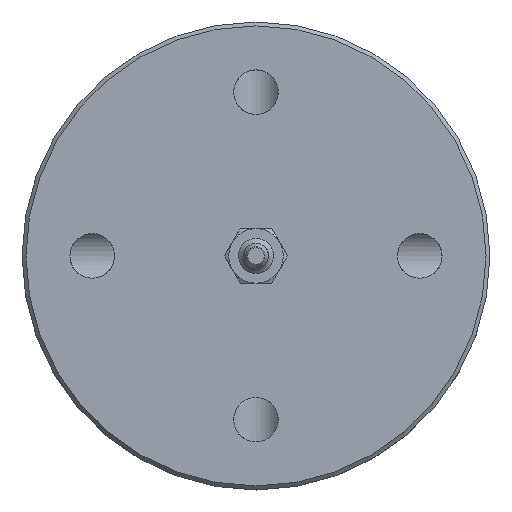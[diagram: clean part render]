
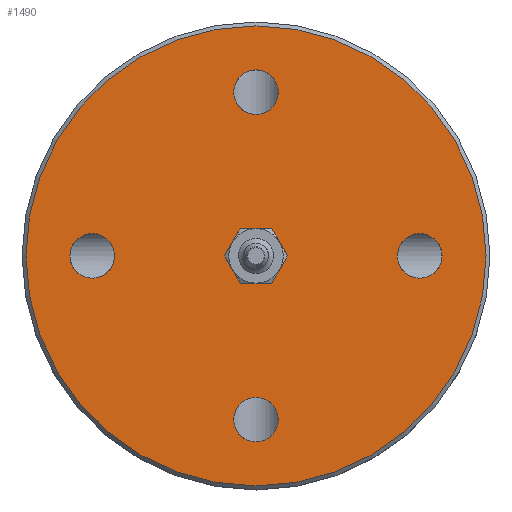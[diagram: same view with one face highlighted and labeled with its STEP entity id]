
A CAD part, top view. The second image highlights one B-rep face of the part: STEP entity #1490.
In plain terms, the highlighted planar face has unit normal (0, 0, 1).
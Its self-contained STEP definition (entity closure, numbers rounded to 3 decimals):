
#233=FACE_BOUND('',#345,.T.);
#234=FACE_BOUND('',#346,.T.);
#235=FACE_BOUND('',#347,.T.);
#236=FACE_BOUND('',#348,.T.);
#237=FACE_BOUND('',#349,.T.);
#256=FACE_OUTER_BOUND('',#344,.T.);
#344=EDGE_LOOP('',(#932));
#345=EDGE_LOOP('',(#933,#934,#935,#936,#937,#938));
#346=EDGE_LOOP('',(#939,#940));
#347=EDGE_LOOP('',(#941,#942));
#348=EDGE_LOOP('',(#943,#944));
#349=EDGE_LOOP('',(#945,#946));
#455=CIRCLE('',#1605,59.);
#456=CIRCLE('',#1606,7.);
#457=CIRCLE('',#1607,7.);
#458=CIRCLE('',#1608,7.);
#459=CIRCLE('',#1609,7.);
#460=CIRCLE('',#1610,7.);
#461=CIRCLE('',#1611,7.);
#462=CIRCLE('',#1612,5.723);
#463=CIRCLE('',#1613,5.723);
#464=CIRCLE('',#1614,5.723);
#465=CIRCLE('',#1615,5.723);
#466=CIRCLE('',#1616,5.723);
#467=CIRCLE('',#1617,5.723);
#468=CIRCLE('',#1618,5.723);
#469=CIRCLE('',#1619,5.723);
#561=VERTEX_POINT('',#2257);
#562=VERTEX_POINT('',#2259);
#563=VERTEX_POINT('',#2260);
#564=VERTEX_POINT('',#2262);
#565=VERTEX_POINT('',#2264);
#566=VERTEX_POINT('',#2266);
#567=VERTEX_POINT('',#2268);
#568=VERTEX_POINT('',#2271);
#569=VERTEX_POINT('',#2272);
#570=VERTEX_POINT('',#2275);
#571=VERTEX_POINT('',#2276);
#572=VERTEX_POINT('',#2279);
#573=VERTEX_POINT('',#2280);
#574=VERTEX_POINT('',#2283);
#575=VERTEX_POINT('',#2284);
#710=EDGE_CURVE('',#561,#561,#455,.T.);
#711=EDGE_CURVE('',#562,#563,#456,.T.);
#712=EDGE_CURVE('',#563,#564,#457,.T.);
#713=EDGE_CURVE('',#564,#565,#458,.T.);
#714=EDGE_CURVE('',#565,#566,#459,.T.);
#715=EDGE_CURVE('',#566,#567,#460,.T.);
#716=EDGE_CURVE('',#567,#562,#461,.T.);
#717=EDGE_CURVE('',#568,#569,#462,.T.);
#718=EDGE_CURVE('',#569,#568,#463,.T.);
#719=EDGE_CURVE('',#570,#571,#464,.T.);
#720=EDGE_CURVE('',#571,#570,#465,.T.);
#721=EDGE_CURVE('',#572,#573,#466,.T.);
#722=EDGE_CURVE('',#573,#572,#467,.T.);
#723=EDGE_CURVE('',#574,#575,#468,.T.);
#724=EDGE_CURVE('',#575,#574,#469,.T.);
#932=ORIENTED_EDGE('',*,*,#710,.F.);
#933=ORIENTED_EDGE('',*,*,#711,.T.);
#934=ORIENTED_EDGE('',*,*,#712,.T.);
#935=ORIENTED_EDGE('',*,*,#713,.T.);
#936=ORIENTED_EDGE('',*,*,#714,.T.);
#937=ORIENTED_EDGE('',*,*,#715,.T.);
#938=ORIENTED_EDGE('',*,*,#716,.T.);
#939=ORIENTED_EDGE('',*,*,#717,.T.);
#940=ORIENTED_EDGE('',*,*,#718,.T.);
#941=ORIENTED_EDGE('',*,*,#719,.T.);
#942=ORIENTED_EDGE('',*,*,#720,.T.);
#943=ORIENTED_EDGE('',*,*,#721,.T.);
#944=ORIENTED_EDGE('',*,*,#722,.T.);
#945=ORIENTED_EDGE('',*,*,#723,.T.);
#946=ORIENTED_EDGE('',*,*,#724,.T.);
#1374=PLANE('',#1604);
#1490=ADVANCED_FACE('',(#256,#233,#234,#235,#236,#237),#1374,.T.);
#1604=AXIS2_PLACEMENT_3D('',#2256,#1813,#1814);
#1605=AXIS2_PLACEMENT_3D('',#2258,#1815,#1816);
#1606=AXIS2_PLACEMENT_3D('',#2261,#1817,#1818);
#1607=AXIS2_PLACEMENT_3D('',#2263,#1819,#1820);
#1608=AXIS2_PLACEMENT_3D('',#2265,#1821,#1822);
#1609=AXIS2_PLACEMENT_3D('',#2267,#1823,#1824);
#1610=AXIS2_PLACEMENT_3D('',#2269,#1825,#1826);
#1611=AXIS2_PLACEMENT_3D('',#2270,#1827,#1828);
#1612=AXIS2_PLACEMENT_3D('',#2273,#1829,#1830);
#1613=AXIS2_PLACEMENT_3D('',#2274,#1831,#1832);
#1614=AXIS2_PLACEMENT_3D('',#2277,#1833,#1834);
#1615=AXIS2_PLACEMENT_3D('',#2278,#1835,#1836);
#1616=AXIS2_PLACEMENT_3D('',#2281,#1837,#1838);
#1617=AXIS2_PLACEMENT_3D('',#2282,#1839,#1840);
#1618=AXIS2_PLACEMENT_3D('',#2285,#1841,#1842);
#1619=AXIS2_PLACEMENT_3D('',#2286,#1843,#1844);
#1813=DIRECTION('center_axis',(0.,0.,1.));
#1814=DIRECTION('ref_axis',(1.,0.,0.));
#1815=DIRECTION('center_axis',(0.,0.,-1.));
#1816=DIRECTION('ref_axis',(-1.,0.,0.));
#1817=DIRECTION('center_axis',(0.,0.,
-1.));
#1818=DIRECTION('ref_axis',(1.,0.,0.));
#1819=DIRECTION('center_axis',(0.,0.,
-1.));
#1820=DIRECTION('ref_axis',(1.,0.,0.));
#1821=DIRECTION('center_axis',(0.,0.,
-1.));
#1822=DIRECTION('ref_axis',(1.,0.,0.));
#1823=DIRECTION('center_axis',(0.,0.,
-1.));
#1824=DIRECTION('ref_axis',(1.,0.,0.));
#1825=DIRECTION('center_axis',(0.,0.,
-1.));
#1826=DIRECTION('ref_axis',(1.,0.,0.));
#1827=DIRECTION('center_axis',(0.,0.,
-1.));
#1828=DIRECTION('ref_axis',(1.,0.,0.));
#1829=DIRECTION('center_axis',(0.,0.,-1.));
#1830=DIRECTION('ref_axis',(1.,0.,0.));
#1831=DIRECTION('center_axis',(0.,0.,-1.));
#1832=DIRECTION('ref_axis',(1.,0.,0.));
#1833=DIRECTION('center_axis',(0.,0.,-1.));
#1834=DIRECTION('ref_axis',(1.,0.,0.));
#1835=DIRECTION('center_axis',(0.,0.,-1.));
#1836=DIRECTION('ref_axis',(1.,0.,0.));
#1837=DIRECTION('center_axis',(0.,0.,-1.));
#1838=DIRECTION('ref_axis',(1.,0.,0.));
#1839=DIRECTION('center_axis',(0.,0.,-1.));
#1840=DIRECTION('ref_axis',(1.,0.,0.));
#1841=DIRECTION('center_axis',(0.,0.,-1.));
#1842=DIRECTION('ref_axis',(1.,0.,0.));
#1843=DIRECTION('center_axis',(0.,0.,-1.));
#1844=DIRECTION('ref_axis',(1.,0.,0.));
#2256=CARTESIAN_POINT('Origin',(30.,0.,32.));
#2257=CARTESIAN_POINT('',(59.,0.,32.));
#2258=CARTESIAN_POINT('Origin',(0.,0.,32.));
#2259=CARTESIAN_POINT('',(0.,7.,32.));
#2260=CARTESIAN_POINT('',(6.062,3.5,32.));
#2261=CARTESIAN_POINT('Origin',(0.,0.,32.));
#2262=CARTESIAN_POINT('',(6.062,-3.5,32.));
#2263=CARTESIAN_POINT('Origin',(0.,0.,32.));
#2264=CARTESIAN_POINT('',(0.,-7.,32.));
#2265=CARTESIAN_POINT('Origin',(0.,0.,32.));
#2266=CARTESIAN_POINT('',(-6.062,-3.5,32.));
#2267=CARTESIAN_POINT('Origin',(0.,0.,32.));
#2268=CARTESIAN_POINT('',(-6.062,3.5,32.));
#2269=CARTESIAN_POINT('Origin',(0.,0.,32.));
#2270=CARTESIAN_POINT('Origin',(0.,0.,32.));
#2271=CARTESIAN_POINT('',(5.723,-42.,32.));
#2272=CARTESIAN_POINT('',(-5.722,-42.,32.));
#2273=CARTESIAN_POINT('Origin',(0.,-42.,32.));
#2274=CARTESIAN_POINT('Origin',(0.,-42.,32.));
#2275=CARTESIAN_POINT('',(5.723,42.,32.));
#2276=CARTESIAN_POINT('',(-5.722,42.,32.));
#2277=CARTESIAN_POINT('Origin',(0.,42.,32.));
#2278=CARTESIAN_POINT('Origin',(0.,42.,32.));
#2279=CARTESIAN_POINT('',(47.723,0.,32.));
#2280=CARTESIAN_POINT('',(36.278,0.,32.));
#2281=CARTESIAN_POINT('Origin',(42.,0.,32.));
#2282=CARTESIAN_POINT('Origin',(42.,0.,32.));
#2283=CARTESIAN_POINT('',(-36.278,0.,32.));
#2284=CARTESIAN_POINT('',(-47.723,0.,32.));
#2285=CARTESIAN_POINT('Origin',(-42.,0.,32.));
#2286=CARTESIAN_POINT('Origin',(-42.,0.,32.));
